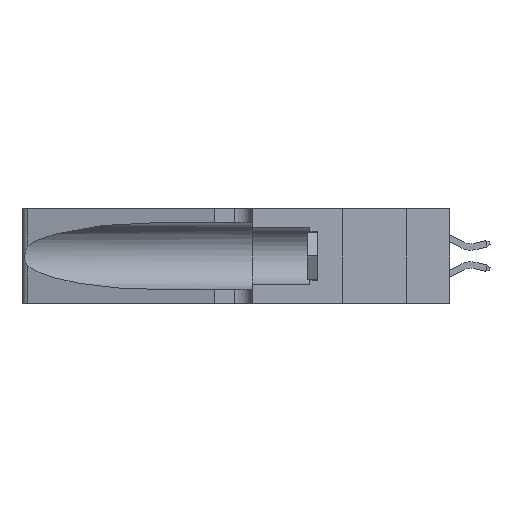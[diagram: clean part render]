
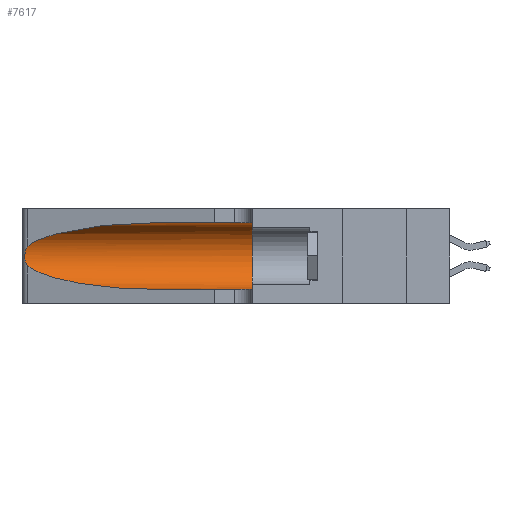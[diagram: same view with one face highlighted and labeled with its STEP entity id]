
A CAD part, left-side view. The second image highlights one B-rep face of the part: STEP entity #7617.
In plain terms, the highlighted cylindrical face has radius 3.308 mm (diameter 6.617 mm), a partial arc.
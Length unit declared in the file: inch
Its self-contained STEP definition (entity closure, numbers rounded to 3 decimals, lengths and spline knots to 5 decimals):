
#965 = DIRECTION ( 'NONE',  ( 0., -1., 0. ) ) ;
#1132 = CARTESIAN_POINT ( 'NONE',  ( 0.25487, 1.22718, 0.14631 ) ) ;
#1406 = AXIS2_PLACEMENT_3D ( 'NONE', #34285, #965, #31244 ) ;
#1890 = CARTESIAN_POINT ( 'NONE',  ( 0.25487, 1.22718, 0.22369 ) ) ;
#1923 = CARTESIAN_POINT ( 'NONE',  ( 0.1305, 0.35, 0.05475 ) ) ;
#3270 = EDGE_LOOP ( 'NONE', ( #12166, #9324, #19934, #36965, #29012, #19994 ) ) ;
#3846 = CARTESIAN_POINT ( 'NONE',  ( 0.25487, 1.22718, 0.22369 ) ) ;
#4408 = CARTESIAN_POINT ( 'NONE',  ( 0.2373, 1.15595, 0.28018 ) ) ;
#4633 = CARTESIAN_POINT ( 'NONE',  ( 0.25555, 1.22994, 0.2215 ) ) ;
#4781 = CARTESIAN_POINT ( 'NONE',  ( 0.25854, 1.2359, 0.20912 ) ) ;
#5171 = VECTOR ( 'NONE', #5681, 39.37008 ) ;
#5681 = DIRECTION ( 'NONE',  ( 0., -1., 0. ) ) ;
#6677 = DIRECTION ( 'NONE',  ( 0., -1., 0. ) ) ;
#7617 = ADVANCED_FACE ( 'NONE', ( #38997 ), #31217, .F. ) ;
#8019 = CARTESIAN_POINT ( 'NONE',  ( 0.25639, 1.23186, 0.15144 ) ) ;
#8183 = VERTEX_POINT ( 'NONE', #12476 ) ;
#9324 = ORIENTED_EDGE ( 'NONE', *, *, #16920, .T. ) ;
#11573 = CARTESIAN_POINT ( 'NONE',  ( 0.18966, 0.96281, 0.05475 ) ) ;
#11799 = EDGE_CURVE ( 'NONE', #32608, #30146, #36004, .T. ) ;
#12166 = ORIENTED_EDGE ( 'NONE', *, *, #11799, .T. ) ;
#12357 = CARTESIAN_POINT ( 'NONE',  ( 0.1305, 0.72297, 0.31525 ) ) ;
#12476 = CARTESIAN_POINT ( 'NONE',  ( 0.25487, 1.22718, 0.14631 ) ) ;
#12714 =( BOUNDED_CURVE ( )  B_SPLINE_CURVE ( 3, ( #17865, #37740, #11573, #34680 ),
 .UNSPECIFIED., .F., .F. ) 
 B_SPLINE_CURVE_WITH_KNOTS ( ( 4, 4 ),
 ( 3.44316, 4.71239 ),
 .UNSPECIFIED. ) 
 CURVE ( )  GEOMETRIC_REPRESENTATION_ITEM ( )  RATIONAL_B_SPLINE_CURVE ( ( 1., 0.87, 0.87, 1. ) ) 
 REPRESENTATION_ITEM ( '' )  );
#14579 = CARTESIAN_POINT ( 'NONE',  ( 0.26075, 1.23896, 0.19203 ) ) ;
#14881 = CARTESIAN_POINT ( 'NONE',  ( 0.26017, 1.23833, 0.17102 ) ) ;
#15431 = VERTEX_POINT ( 'NONE', #22909 ) ;
#16920 = EDGE_CURVE ( 'NONE', #30146, #8183, #28265, .T. ) ;
#17758 = VERTEX_POINT ( 'NONE', #1923 ) ;
#17865 = CARTESIAN_POINT ( 'NONE',  ( 0.25487, 1.22718, 0.14631 ) ) ;
#18067 = CARTESIAN_POINT ( 'NONE',  ( 0.25787, 1.23484, 0.2124 ) ) ;
#18209 = CARTESIAN_POINT ( 'NONE',  ( 0.25639, 1.23184, 0.21858 ) ) ;
#18985 = EDGE_CURVE ( 'NONE', #15431, #17758, #41551, .T. ) ;
#19934 = ORIENTED_EDGE ( 'NONE', *, *, #24244, .T. ) ;
#19994 = ORIENTED_EDGE ( 'NONE', *, *, #40787, .F. ) ;
#20250 = CARTESIAN_POINT ( 'NONE',  ( 0.1305, 1.61858, 0.05475 ) ) ;
#21153 = CARTESIAN_POINT ( 'NONE',  ( 0.25555, 1.22993, 0.14849 ) ) ;
#21176 = AXIS2_PLACEMENT_3D ( 'NONE', #33577, #41286, #29038 ) ;
#21674 = EDGE_CURVE ( 'NONE', #28152, #17758, #23056, .T. ) ;
#22909 = CARTESIAN_POINT ( 'NONE',  ( 0.1305, 0.72297, 0.05475 ) ) ;
#23056 = CIRCLE ( 'NONE', #21176, 0.13025 ) ;
#24244 = EDGE_CURVE ( 'NONE', #8183, #15431, #12714, .T. ) ;
#26578 = LINE ( 'NONE', #35219, #5171 ) ;
#27717 = CARTESIAN_POINT ( 'NONE',  ( 0.25487, 1.22718, 0.22369 ) ) ;
#28023 = CARTESIAN_POINT ( 'NONE',  ( 0.25856, 1.23593, 0.16098 ) ) ;
#28152 = VERTEX_POINT ( 'NONE', #37023 ) ;
#28225 = CARTESIAN_POINT ( 'NONE',  ( 0.1305, 0.72297, 0.31525 ) ) ;
#28265 = B_SPLINE_CURVE_WITH_KNOTS ( 'NONE', 3,
 ( #27717, #4633, #18209, #18067, #4781, #35029, #14579, #31138, #14881, #28023, #41161, #8019, #21153, #1132 ),
 .UNSPECIFIED., .F., .F.,
 ( 4, 2, 2, 2, 2, 2, 4 ),
 ( 0., 0.00027, 0.00053, 0.00107, 0.0016, 0.00187, 0.00214 ),
 .UNSPECIFIED. ) ;
#29012 = ORIENTED_EDGE ( 'NONE', *, *, #21674, .F. ) ;
#29038 = DIRECTION ( 'NONE',  ( 0., 0., 1. ) ) ;
#30146 = VERTEX_POINT ( 'NONE', #3846 ) ;
#31138 = CARTESIAN_POINT ( 'NONE',  ( 0.26075, 1.23896, 0.178 ) ) ;
#31217 = CYLINDRICAL_SURFACE ( 'NONE', #1406, 0.13025 ) ;
#31244 = DIRECTION ( 'NONE',  ( 0., 0., -1. ) ) ;
#31642 = VECTOR ( 'NONE', #6677, 39.37008 ) ;
#32608 = VERTEX_POINT ( 'NONE', #12357 ) ;
#33577 = CARTESIAN_POINT ( 'NONE',  ( 0.1305, 0.35, 0.185 ) ) ;
#34285 = CARTESIAN_POINT ( 'NONE',  ( 0.1305, 1.61858, 0.185 ) ) ;
#34680 = CARTESIAN_POINT ( 'NONE',  ( 0.1305, 0.72297, 0.05475 ) ) ;
#35029 = CARTESIAN_POINT ( 'NONE',  ( 0.26018, 1.23835, 0.19895 ) ) ;
#35219 = CARTESIAN_POINT ( 'NONE',  ( 0.1305, 1.61858, 0.31525 ) ) ;
#36004 =( BOUNDED_CURVE ( )  B_SPLINE_CURVE ( 3, ( #28225, #37995, #4408, #1890 ),
 .UNSPECIFIED., .F., .T. ) 
 B_SPLINE_CURVE_WITH_KNOTS ( ( 4, 4 ),
 ( 1.5708, 2.84003 ),
 .UNSPECIFIED. ) 
 CURVE ( )  GEOMETRIC_REPRESENTATION_ITEM ( )  RATIONAL_B_SPLINE_CURVE ( ( 1., 0.87, 0.87, 1. ) ) 
 REPRESENTATION_ITEM ( '' )  );
#36965 = ORIENTED_EDGE ( 'NONE', *, *, #18985, .T. ) ;
#37023 = CARTESIAN_POINT ( 'NONE',  ( 0.1305, 0.35, 0.31525 ) ) ;
#37740 = CARTESIAN_POINT ( 'NONE',  ( 0.2373, 1.15595, 0.08982 ) ) ;
#37995 = CARTESIAN_POINT ( 'NONE',  ( 0.18966, 0.96281, 0.31525 ) ) ;
#38997 = FACE_OUTER_BOUND ( 'NONE', #3270, .T. ) ;
#40787 = EDGE_CURVE ( 'NONE', #32608, #28152, #26578, .T. ) ;
#41161 = CARTESIAN_POINT ( 'NONE',  ( 0.25789, 1.23486, 0.15765 ) ) ;
#41286 = DIRECTION ( 'NONE',  ( 0., 1., 0. ) ) ;
#41551 = LINE ( 'NONE', #20250, #31642 ) ;
